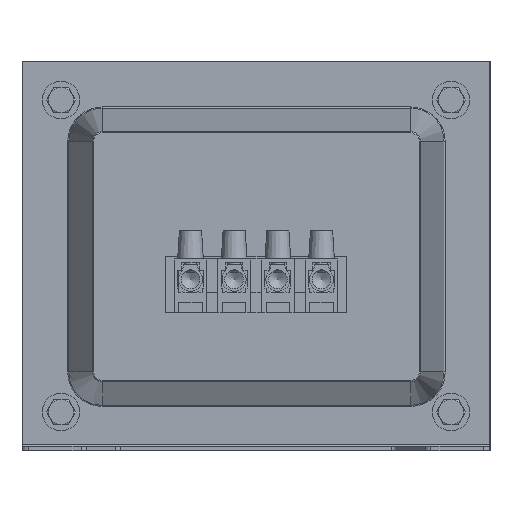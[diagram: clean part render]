
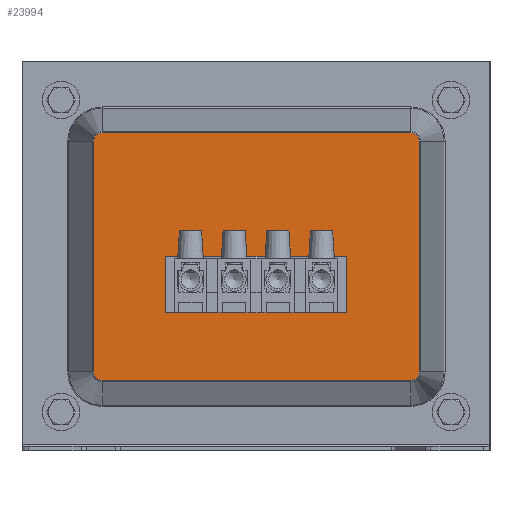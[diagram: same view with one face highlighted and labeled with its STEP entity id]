
A CAD part, front view. The second image highlights one B-rep face of the part: STEP entity #23994.
In plain terms, the highlighted face is planar.
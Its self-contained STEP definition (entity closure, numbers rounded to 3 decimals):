
#1071=FACE_BOUND('',#3264,.T.);
#1367=CIRCLE('',#26018,2.728);
#1371=CIRCLE('',#26023,2.728);
#1375=CIRCLE('',#26030,2.728);
#1379=CIRCLE('',#26035,2.728);
#1857=FACE_OUTER_BOUND('',#3263,.T.);
#3263=EDGE_LOOP('',(#16352,#16353,#16354,#16355,#16356,#16357,#16358,#16359));
#3264=EDGE_LOOP('',(#16360,#16361,#16362,#16363));
#4853=LINE('',#34202,#7474);
#4857=LINE('',#34210,#7478);
#4860=LINE('',#34216,#7481);
#4863=LINE('',#34221,#7484);
#4885=LINE('',#34301,#7506);
#4887=LINE('',#34321,#7508);
#4890=LINE('',#34328,#7511);
#4892=LINE('',#34343,#7513);
#7474=VECTOR('',#28108,10.);
#7478=VECTOR('',#28114,10.);
#7481=VECTOR('',#28119,10.);
#7484=VECTOR('',#28124,10.);
#7506=VECTOR('',#28208,10.);
#7508=VECTOR('',#28232,10.);
#7511=VECTOR('',#28239,10.);
#7513=VECTOR('',#28259,10.);
#10094=VERTEX_POINT('',#34200);
#10095=VERTEX_POINT('',#34201);
#10098=VERTEX_POINT('',#34209);
#10100=VERTEX_POINT('',#34215);
#10127=VERTEX_POINT('',#34298);
#10128=VERTEX_POINT('',#34300);
#10131=VERTEX_POINT('',#34307);
#10132=VERTEX_POINT('',#34312);
#10135=VERTEX_POINT('',#34319);
#10136=VERTEX_POINT('',#34324);
#10139=VERTEX_POINT('',#34331);
#10140=VERTEX_POINT('',#34336);
#12478=EDGE_CURVE('',#10094,#10095,#4853,.T.);
#12482=EDGE_CURVE('',#10098,#10094,#4857,.T.);
#12485=EDGE_CURVE('',#10100,#10098,#4860,.T.);
#12488=EDGE_CURVE('',#10095,#10100,#4863,.T.);
#12527=EDGE_CURVE('',#10127,#10128,#4885,.T.);
#12531=EDGE_CURVE('',#10131,#10127,#1367,.T.);
#12535=EDGE_CURVE('',#10128,#10132,#1371,.T.);
#12537=EDGE_CURVE('',#10135,#10131,#4887,.T.);
#12541=EDGE_CURVE('',#10132,#10136,#4890,.T.);
#12543=EDGE_CURVE('',#10139,#10135,#1375,.T.);
#12547=EDGE_CURVE('',#10136,#10140,#1379,.T.);
#12549=EDGE_CURVE('',#10140,#10139,#4892,.T.);
#16352=ORIENTED_EDGE('',*,*,#12527,.F.);
#16353=ORIENTED_EDGE('',*,*,#12531,.F.);
#16354=ORIENTED_EDGE('',*,*,#12537,.F.);
#16355=ORIENTED_EDGE('',*,*,#12543,.F.);
#16356=ORIENTED_EDGE('',*,*,#12549,.F.);
#16357=ORIENTED_EDGE('',*,*,#12547,.F.);
#16358=ORIENTED_EDGE('',*,*,#12541,.F.);
#16359=ORIENTED_EDGE('',*,*,#12535,.F.);
#16360=ORIENTED_EDGE('',*,*,#12478,.T.);
#16361=ORIENTED_EDGE('',*,*,#12488,.T.);
#16362=ORIENTED_EDGE('',*,*,#12485,.T.);
#16363=ORIENTED_EDGE('',*,*,#12482,.T.);
#22757=PLANE('',#26043);
#23994=ADVANCED_FACE('',(#1857,#1071),#22757,.T.);
#26018=AXIS2_PLACEMENT_3D('',#34309,#28216,#28217);
#26023=AXIS2_PLACEMENT_3D('',#34316,#28226,#28227);
#26030=AXIS2_PLACEMENT_3D('',#34333,#28244,#28245);
#26035=AXIS2_PLACEMENT_3D('',#34340,#28254,#28255);
#26043=AXIS2_PLACEMENT_3D('',#34362,#28279,#28280);
#28108=DIRECTION('',(0.,0.,-1.));
#28114=DIRECTION('',(-1.,0.,0.));
#28119=DIRECTION('',(0.,0.,1.));
#28124=DIRECTION('',(1.,0.,0.));
#28208=DIRECTION('',(1.,0.,0.));
#28216=DIRECTION('center_axis',(0.,-1.,0.));
#28217=DIRECTION('ref_axis',(-0.707,0.,-0.707));
#28226=DIRECTION('center_axis',(0.,-1.,0.));
#28227=DIRECTION('ref_axis',(0.707,0.,-0.707));
#28232=DIRECTION('',(0.,0.,-1.));
#28239=DIRECTION('',(0.,0.,1.));
#28244=DIRECTION('center_axis',(0.,-1.,0.));
#28245=DIRECTION('ref_axis',(-0.707,0.,0.707));
#28254=DIRECTION('center_axis',(0.,-1.,0.));
#28255=DIRECTION('ref_axis',(0.707,0.,0.707));
#28259=DIRECTION('',(-1.,0.,0.));
#28279=DIRECTION('center_axis',(0.,1.,0.));
#28280=DIRECTION('ref_axis',(0.,0.,1.));
#34200=CARTESIAN_POINT('',(-62.342,45.,104.));
#34201=CARTESIAN_POINT('',(-62.342,45.,46.));
#34202=CARTESIAN_POINT('',(-62.342,45.,89.429));
#34209=CARTESIAN_POINT('',(-44.342,45.,104.));
#34210=CARTESIAN_POINT('',(-53.314,45.,104.));
#34215=CARTESIAN_POINT('',(-44.342,45.,46.));
#34216=CARTESIAN_POINT('',(-44.342,45.,60.429));
#34221=CARTESIAN_POINT('',(-62.314,45.,46.));
#34298=CARTESIAN_POINT('',(-99.239,45.,22.679));
#34300=CARTESIAN_POINT('',(-25.335,45.,22.679));
#34301=CARTESIAN_POINT('',(-43.811,45.,22.679));
#34307=CARTESIAN_POINT('',(-101.967,45.,25.407));
#34309=CARTESIAN_POINT('Origin',(-99.239,45.,25.407));
#34312=CARTESIAN_POINT('',(-22.606,45.,25.407));
#34316=CARTESIAN_POINT('Origin',(-25.335,45.,25.407));
#34319=CARTESIAN_POINT('',(-101.967,45.,124.311));
#34321=CARTESIAN_POINT('',(-101.967,45.,50.133));
#34324=CARTESIAN_POINT('',(-22.606,45.,124.311));
#34328=CARTESIAN_POINT('',(-22.606,45.,99.585));
#34331=CARTESIAN_POINT('',(-99.239,45.,127.039));
#34333=CARTESIAN_POINT('Origin',(-99.239,45.,124.311));
#34336=CARTESIAN_POINT('',(-25.335,45.,127.039));
#34340=CARTESIAN_POINT('Origin',(-25.335,45.,124.311));
#34343=CARTESIAN_POINT('',(-80.763,45.,127.039));
#34362=CARTESIAN_POINT('Origin',(-62.287,45.,74.859));
